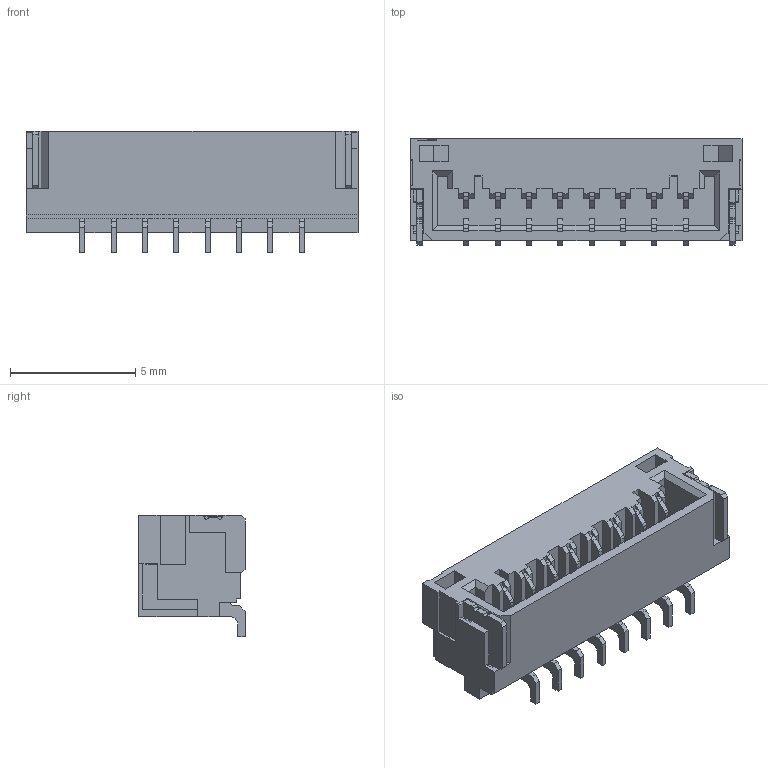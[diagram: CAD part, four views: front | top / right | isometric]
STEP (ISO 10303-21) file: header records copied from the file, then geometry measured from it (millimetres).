
FILE_DESCRIPTION (( 'STEP AP214' ), '1' );
FILE_NAME ('SM08B-GHS-TB(LF)(SN).STEP', '2023-11-14T06:28:17', ( '' ), ( '' ), 'SwSTEP 2.0', 'SolidWorks 2021', '' );
FILE_SCHEMA (( 'AUTOMOTIVE_DESIGN' ));
Length unit declared in the file: millimetre
Products named in the file (3): pin; SMxB-GHS-TB 8plus_8; SM08B-GHS-TB(LF)(SN)
Assembly tree (9 placements, depth 2):
  SM08B-GHS-TB(LF)(SN)
    SMxB-GHS-TB 8plus_8
    pin  x8
Bounding box: 13.25 x 4.25 x 4.85 mm (x, y, z)
Volume: 166.3 mm3; surface area: 506.2 mm2
Topology: 19 solids, 19 shells, 532 faces, 1502 edges, 998 vertices
Faces by surface type: plane 464, cylinder 68
Entity records: 10803 total; most frequent: CARTESIAN_POINT 1924, ORIENTED_EDGE 1912, DIRECTION 1662, EDGE_CURVE 956, LINE 918, VECTOR 918, VERTEX_POINT 634, AXIS2_PLACEMENT_3D 372
